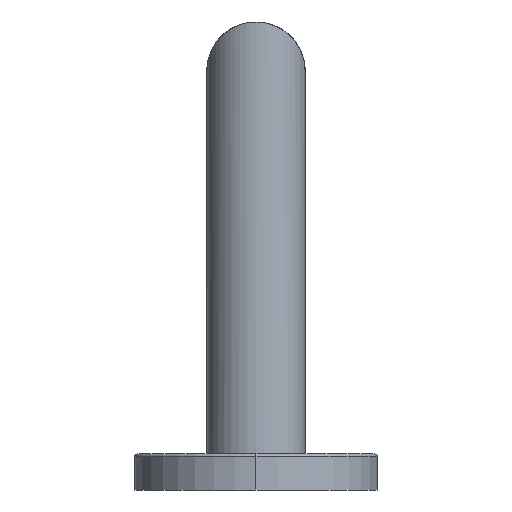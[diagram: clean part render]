
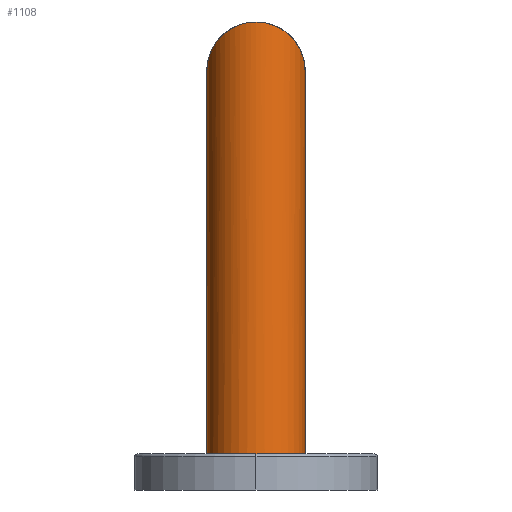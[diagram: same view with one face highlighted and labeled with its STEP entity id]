
A CAD part, left-side view. The second image highlights one B-rep face of the part: STEP entity #1108.
In plain terms, the highlighted cylindrical face has radius 8.999 mm (diameter 17.998 mm), a partial arc.
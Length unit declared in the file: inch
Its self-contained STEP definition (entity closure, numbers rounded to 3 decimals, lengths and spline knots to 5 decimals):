
#40=CARTESIAN_POINT('',(0.,0.,0.));
#41=DIRECTION('',(0.,0.,1.));
#42=DIRECTION('',(0.,1.,0.));
#43=AXIS2_PLACEMENT_3D('',#40,#41,#42);
#60=DIRECTION('',(0.,0.,1.));
#61=VECTOR('',#60,2.7557);
#62=CARTESIAN_POINT('',(0.,0.3543,0.));
#63=LINE('',#62,#61);
#64=CARTESIAN_POINT('',(-0.3543,0.,3.11));
#65=CARTESIAN_POINT('',(-0.3543,0.00975,3.11002));
#66=CARTESIAN_POINT('',(-0.35349,0.02942,3.1092));
#67=CARTESIAN_POINT('',(-0.34976,0.05919,3.10545));
#68=CARTESIAN_POINT('',(-0.34337,0.08914,3.09907));
#69=CARTESIAN_POINT('',(-0.33421,0.11903,3.08991));
#70=CARTESIAN_POINT('',(-0.32204,0.14892,3.07774));
#71=CARTESIAN_POINT('',(-0.30657,0.17869,3.06227));
#72=CARTESIAN_POINT('',(-0.28755,0.20802,3.04325));
#73=CARTESIAN_POINT('',(-0.26467,0.23653,3.02037));
#74=CARTESIAN_POINT('',(-0.23772,0.26368,2.99342));
#75=CARTESIAN_POINT('',(-0.2066,0.28879,2.9623));
#76=CARTESIAN_POINT('',(-0.17139,0.31105,2.92709));
#77=CARTESIAN_POINT('',(-0.13241,0.3296,2.8881));
#78=CARTESIAN_POINT('',(-0.09024,0.3436,2.84595));
#79=CARTESIAN_POINT('',(-0.04571,0.35232,2.80137));
#80=CARTESIAN_POINT('',(-0.0153,0.3543,2.77108));
#81=CARTESIAN_POINT('',(0.,0.3543,2.7557));
#83=CARTESIAN_POINT('',(0.,-0.3543,2.7557));
#84=CARTESIAN_POINT('',(-0.0153,-0.3543,2.77108));
#85=CARTESIAN_POINT('',(-0.04571,-0.35232,
2.80137));
#86=CARTESIAN_POINT('',(-0.09024,-0.3436,
2.84595));
#87=CARTESIAN_POINT('',(-0.13241,-0.3296,
2.8881));
#88=CARTESIAN_POINT('',(-0.17139,-0.31105,
2.92709));
#89=CARTESIAN_POINT('',(-0.2066,-0.28879,
2.9623));
#90=CARTESIAN_POINT('',(-0.23772,-0.26368,
2.99342));
#91=CARTESIAN_POINT('',(-0.26467,-0.23653,
3.02037));
#92=CARTESIAN_POINT('',(-0.28755,-0.20802,
3.04325));
#93=CARTESIAN_POINT('',(-0.30657,-0.17869,
3.06227));
#94=CARTESIAN_POINT('',(-0.32204,-0.14892,
3.07774));
#95=CARTESIAN_POINT('',(-0.33421,-0.11903,
3.08991));
#96=CARTESIAN_POINT('',(-0.34337,-0.08914,
3.09907));
#97=CARTESIAN_POINT('',(-0.34976,-0.05919,
3.10545));
#98=CARTESIAN_POINT('',(-0.35349,-0.02942,
3.1092));
#99=CARTESIAN_POINT('',(-0.3543,-0.00975,3.11002));
#100=CARTESIAN_POINT('',(-0.3543,0.,3.11));
#102=DIRECTION('',(0.,0.,1.));
#103=VECTOR('',#102,2.7557);
#104=CARTESIAN_POINT('',(0.,-0.3543,0.));
#105=LINE('',#104,#103);
#952=VERTEX_POINT('',#64);
#953=VERTEX_POINT('',#81);
#955=VERTEX_POINT('',#83);
#962=CARTESIAN_POINT('',(0.,0.3543,0.));
#963=CARTESIAN_POINT('',(0.,-0.3543,0.));
#964=VERTEX_POINT('',#962);
#965=VERTEX_POINT('',#963);
#1092=CARTESIAN_POINT('',(0.,0.,0.));
#1093=DIRECTION('',(0.,0.,1.));
#1094=DIRECTION('',(0.,1.,0.));
#1095=AXIS2_PLACEMENT_3D('',#1092,#1093,#1094);
#1096=CYLINDRICAL_SURFACE('',#1095,0.3543);
#1097=ORIENTED_EDGE('',*,*,#1073,.F.);
#1099=ORIENTED_EDGE('',*,*,#1098,.T.);
#1101=ORIENTED_EDGE('',*,*,#1100,.F.);
#1103=ORIENTED_EDGE('',*,*,#1102,.F.);
#1105=ORIENTED_EDGE('',*,*,#1104,.F.);
#1106=EDGE_LOOP('',(#1097,#1099,#1101,#1103,#1105));
#1107=FACE_OUTER_BOUND('',#1106,.F.);
#1108=ADVANCED_FACE('',(#1107),#1096,.T.);
#44=CIRCLE('',#43,0.3543);
#82=B_SPLINE_CURVE_WITH_KNOTS('',3,(#64,#65,#66,#67,#68,#69,#70,#71,#72,#73,#74,
#75,#76,#77,#78,#79,#80,#81),.UNSPECIFIED.,.F.,.F.,(4,1,1,1,1,1,1,1,1,1,1,1,1,1,
1,4),(0.,0.06667,0.13333,0.2,0.26667,
0.33333,0.4,0.46667,0.53333,0.6,
0.66667,0.73333,0.8,0.86667,0.93333,
1.),.UNSPECIFIED.);
#101=B_SPLINE_CURVE_WITH_KNOTS('',3,(#83,#84,#85,#86,#87,#88,#89,#90,#91,#92,
#93,#94,#95,#96,#97,#98,#99,#100),.UNSPECIFIED.,.F.,.F.,(4,1,1,1,1,1,1,1,1,1,1,
1,1,1,1,4),(0.,0.06667,0.13333,0.2,0.26667,
0.33333,0.4,0.46667,0.53333,0.6,
0.66667,0.73333,0.8,0.86667,0.93333,
1.),.UNSPECIFIED.);
#1073=EDGE_CURVE('',#964,#965,#44,.T.);
#1098=EDGE_CURVE('',#964,#953,#63,.T.);
#1100=EDGE_CURVE('',#952,#953,#82,.T.);
#1102=EDGE_CURVE('',#955,#952,#101,.T.);
#1104=EDGE_CURVE('',#965,#955,#105,.T.);
